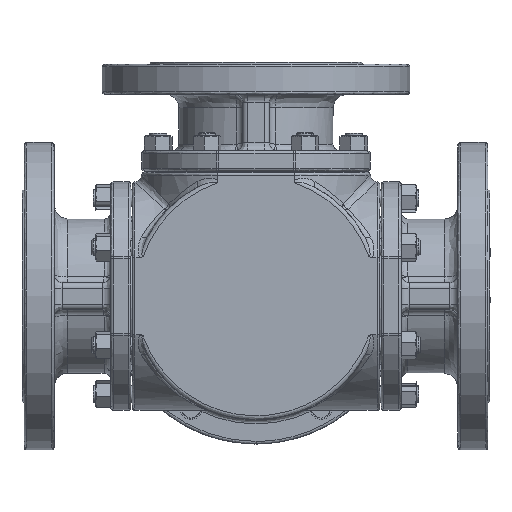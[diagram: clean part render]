
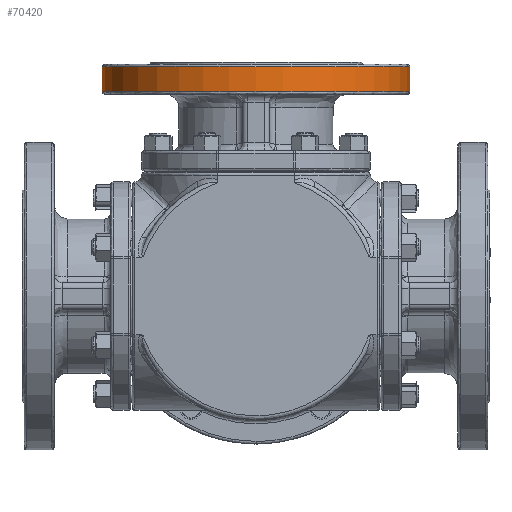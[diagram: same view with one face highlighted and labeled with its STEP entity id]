
A CAD part, front view. The second image highlights one B-rep face of the part: STEP entity #70420.
In plain terms, the highlighted cylindrical face has radius 114.3 mm (diameter 228.6 mm), a partial arc.
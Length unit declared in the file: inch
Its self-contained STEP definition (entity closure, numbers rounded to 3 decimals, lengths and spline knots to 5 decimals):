
#1578 = CARTESIAN_POINT ( 'NONE',  ( -4.5, 0., 1.04002 ) ) ;
#2139 = CIRCLE ( 'NONE', #5965, 4.5 ) ;
#3655 = ORIENTED_EDGE ( 'NONE', *, *, #30702, .F. ) ;
#4702 = DIRECTION ( 'NONE',  ( -1., 0., 0. ) ) ;
#4960 = VERTEX_POINT ( 'NONE', #19177 ) ;
#5965 = AXIS2_PLACEMENT_3D ( 'NONE', #26927, #32579, #70280 ) ;
#13864 = CARTESIAN_POINT ( 'NONE',  ( 0., 0., 1.04002 ) ) ;
#19177 = CARTESIAN_POINT ( 'NONE',  ( 4.5, 0., 5.9878 ) ) ;
#23218 = EDGE_CURVE ( 'NONE', #69464, #42645, #50938, .T. ) ;
#26927 = CARTESIAN_POINT ( 'NONE',  ( 0., 0., 5.9878 ) ) ;
#27867 = ORIENTED_EDGE ( 'NONE', *, *, #73073, .F. ) ;
#30702 = EDGE_CURVE ( 'NONE', #4960, #42645, #2139, .T. ) ;
#32579 = DIRECTION ( 'NONE',  ( 0., 0., -1. ) ) ;
#32768 = DIRECTION ( 'NONE',  ( -1., 0., 0. ) ) ;
#32960 = AXIS2_PLACEMENT_3D ( 'NONE', #13864, #51185, #32768 ) ;
#34532 = ORIENTED_EDGE ( 'NONE', *, *, #53851, .T. ) ;
#34563 = CARTESIAN_POINT ( 'NONE',  ( -4.5, 0., 5.9878 ) ) ;
#35033 = CARTESIAN_POINT ( 'NONE',  ( 4.5, 0., 1.04002 ) ) ;
#40333 = EDGE_LOOP ( 'NONE', ( #27867, #34532, #41168, #3655 ) ) ;
#41041 = LINE ( 'NONE', #35033, #55015 ) ;
#41168 = ORIENTED_EDGE ( 'NONE', *, *, #23218, .T. ) ;
#42645 = VERTEX_POINT ( 'NONE', #34563 ) ;
#43165 = CIRCLE ( 'NONE', #53390, 4.5 ) ;
#50938 = LINE ( 'NONE', #1578, #75597 ) ;
#51185 = DIRECTION ( 'NONE',  ( 0., 0., -1. ) ) ;
#53390 = AXIS2_PLACEMENT_3D ( 'NONE', #54892, #67295, #4702 ) ;
#53489 = CARTESIAN_POINT ( 'NONE',  ( 4.5, 0., 6.70827 ) ) ;
#53851 = EDGE_CURVE ( 'NONE', #58364, #69464, #43165, .T. ) ;
#54892 = CARTESIAN_POINT ( 'NONE',  ( 0., 0., 6.70827 ) ) ;
#55015 = VECTOR ( 'NONE', #65474, 39.37008 ) ;
#56636 = DIRECTION ( 'NONE',  ( 0., 0., -1. ) ) ;
#58364 = VERTEX_POINT ( 'NONE', #53489 ) ;
#62096 = CARTESIAN_POINT ( 'NONE',  ( -4.5, 0., 6.70827 ) ) ;
#63282 = CYLINDRICAL_SURFACE ( 'NONE', #32960, 4.5 ) ;
#65474 = DIRECTION ( 'NONE',  ( 0., 0., -1. ) ) ;
#67295 = DIRECTION ( 'NONE',  ( 0., 0., -1. ) ) ;
#69464 = VERTEX_POINT ( 'NONE', #62096 ) ;
#70280 = DIRECTION ( 'NONE',  ( 1., 0., 0. ) ) ;
#70420 = ADVANCED_FACE ( 'NONE', ( #76056 ), #63282, .T. ) ;
#73073 = EDGE_CURVE ( 'NONE', #58364, #4960, #41041, .T. ) ;
#75597 = VECTOR ( 'NONE', #56636, 39.37008 ) ;
#76056 = FACE_OUTER_BOUND ( 'NONE', #40333, .T. ) ;
